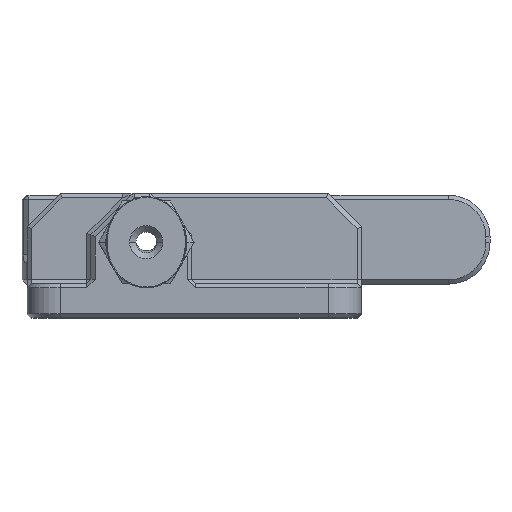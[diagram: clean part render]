
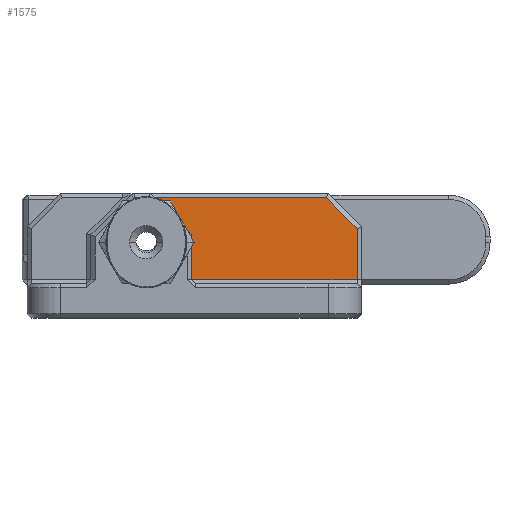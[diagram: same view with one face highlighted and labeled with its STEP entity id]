
A CAD part, top view. The second image highlights one B-rep face of the part: STEP entity #1575.
In plain terms, the highlighted face is planar.
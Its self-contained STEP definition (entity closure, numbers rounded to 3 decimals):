
#101 = CARTESIAN_POINT ( 'NONE',  ( 19.65, -11.1, 4.64 ) ) ;
#423 = LINE ( 'NONE', #1130, #9293 ) ;
#609 = VERTEX_POINT ( 'NONE', #3764 ) ;
#1130 = CARTESIAN_POINT ( 'NONE',  ( 20.15, -11.1, 14.5 ) ) ;
#1371 = EDGE_CURVE ( 'NONE', #10767, #4010, #10545, .T. ) ;
#1575 = ADVANCED_FACE ( 'NONE', ( #5783 ), #5628, .F. ) ;
#1796 = CARTESIAN_POINT ( 'NONE',  ( 20.15, -11.1, 4.64 ) ) ;
#2198 = EDGE_CURVE ( 'NONE', #609, #10767, #9083, .T. ) ;
#2247 = ORIENTED_EDGE ( 'NONE', *, *, #2451, .T. ) ;
#2314 = ORIENTED_EDGE ( 'NONE', *, *, #6096, .T. ) ;
#2451 = EDGE_CURVE ( 'NONE', #6389, #8673, #423, .T. ) ;
#3134 = CARTESIAN_POINT ( 'NONE',  ( 20.15, -11.1, 73.001 ) ) ;
#3355 = VECTOR ( 'NONE', #3449, 1000. ) ;
#3449 = DIRECTION ( 'NONE',  ( 1., 0., 0. ) ) ;
#3577 = CARTESIAN_POINT ( 'NONE',  ( 15.796, -11.1, 14.646 ) ) ;
#3628 = LINE ( 'NONE', #3577, #3736 ) ;
#3736 = VECTOR ( 'NONE', #7815, 1000. ) ;
#3764 = CARTESIAN_POINT ( 'NONE',  ( -0.33, -11.1, 4.64 ) ) ;
#3770 = DIRECTION ( 'NONE',  ( -1., 0., 0. ) ) ;
#3854 = DIRECTION ( 'NONE',  ( 0., 0., 1. ) ) ;
#4010 = VERTEX_POINT ( 'NONE', #4431 ) ;
#4121 = DIRECTION ( 'NONE',  ( -1., 0., 0. ) ) ;
#4221 = AXIS2_PLACEMENT_3D ( 'NONE', #3134, #7377, #4121 ) ;
#4431 = CARTESIAN_POINT ( 'NONE',  ( 19.65, -11.1, 10.793 ) ) ;
#4713 = DIRECTION ( 'NONE',  ( 0.707, 0., -0.707 ) ) ;
#4745 = ORIENTED_EDGE ( 'NONE', *, *, #2198, .T. ) ;
#5165 = LINE ( 'NONE', #8479, #7735 ) ;
#5440 = VECTOR ( 'NONE', #4713, 1000. ) ;
#5628 = PLANE ( 'NONE',  #4221 ) ;
#5657 = LINE ( 'NONE', #10631, #5440 ) ;
#5783 = FACE_OUTER_BOUND ( 'NONE', #10313, .T. ) ;
#6096 = EDGE_CURVE ( 'NONE', #4010, #6389, #3628, .T. ) ;
#6190 = VERTEX_POINT ( 'NONE', #10810 ) ;
#6389 = VERTEX_POINT ( 'NONE', #6720 ) ;
#6395 = CARTESIAN_POINT ( 'NONE',  ( 19.65, -11.1, 73.001 ) ) ;
#6510 = VECTOR ( 'NONE', #3854, 1000. ) ;
#6720 = CARTESIAN_POINT ( 'NONE',  ( 15.943, -11.1, 14.5 ) ) ;
#7377 = DIRECTION ( 'NONE',  ( 0., 1., 0. ) ) ;
#7410 = CARTESIAN_POINT ( 'NONE',  ( -4.83, -11.1, 14.5 ) ) ;
#7639 = DIRECTION ( 'NONE',  ( 0., 0., -1. ) ) ;
#7703 = ORIENTED_EDGE ( 'NONE', *, *, #8298, .T. ) ;
#7735 = VECTOR ( 'NONE', #7639, 1000. ) ;
#7799 = ORIENTED_EDGE ( 'NONE', *, *, #8532, .T. ) ;
#7815 = DIRECTION ( 'NONE',  ( -0.707, 0., 0.707 ) ) ;
#8298 = EDGE_CURVE ( 'NONE', #6190, #609, #5165, .T. ) ;
#8479 = CARTESIAN_POINT ( 'NONE',  ( -0.33, -11.1, 73.001 ) ) ;
#8532 = EDGE_CURVE ( 'NONE', #8673, #6190, #5657, .T. ) ;
#8673 = VERTEX_POINT ( 'NONE', #7410 ) ;
#9083 = LINE ( 'NONE', #1796, #3355 ) ;
#9293 = VECTOR ( 'NONE', #3770, 1000. ) ;
#9785 = ORIENTED_EDGE ( 'NONE', *, *, #1371, .T. ) ;
#10313 = EDGE_LOOP ( 'NONE', ( #7703, #4745, #9785, #2314, #2247, #7799 ) ) ;
#10545 = LINE ( 'NONE', #6395, #6510 ) ;
#10631 = CARTESIAN_POINT ( 'NONE',  ( -21.591, -11.1, 31.261 ) ) ;
#10767 = VERTEX_POINT ( 'NONE', #101 ) ;
#10810 = CARTESIAN_POINT ( 'NONE',  ( -0.33, -11.1, 10. ) ) ;
